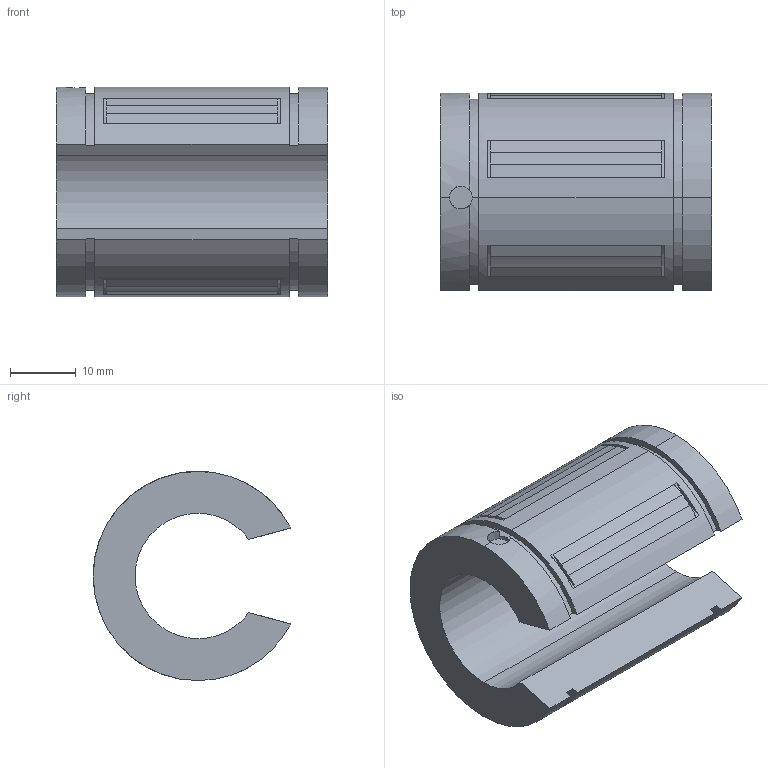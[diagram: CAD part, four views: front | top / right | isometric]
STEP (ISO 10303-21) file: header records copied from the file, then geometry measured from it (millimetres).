
FILE_DESCRIPTION (( 'STEP AP214' ), '1' );
FILE_NAME ('LARSACC-011.step', '2016-04-25T19:32:45', ( '' ), ( '' ), 'SwSTEP 2.0', 'SolidWorks 2015', '' );
FILE_SCHEMA (( 'AUTOMOTIVE_DESIGN' ));
Length unit declared in the file: inch
Products named in the file (1): LARSACC-011
Bounding box: 41.27 x 29.99 x 31.75 mm (x, y, z)
Volume: 17114.2 mm3; surface area: 7205.3 mm2
Topology: 1 solids, 1 shells, 77 faces, 216 edges, 146 vertices
Faces by surface type: plane 40, cylinder 35, bspline 2
Entity records: 2682 total; most frequent: CARTESIAN_POINT 642, ORIENTED_EDGE 432, DIRECTION 412, EDGE_CURVE 216, AXIS2_PLACEMENT_3D 156, VERTEX_POINT 146, LINE 100, VECTOR 100
